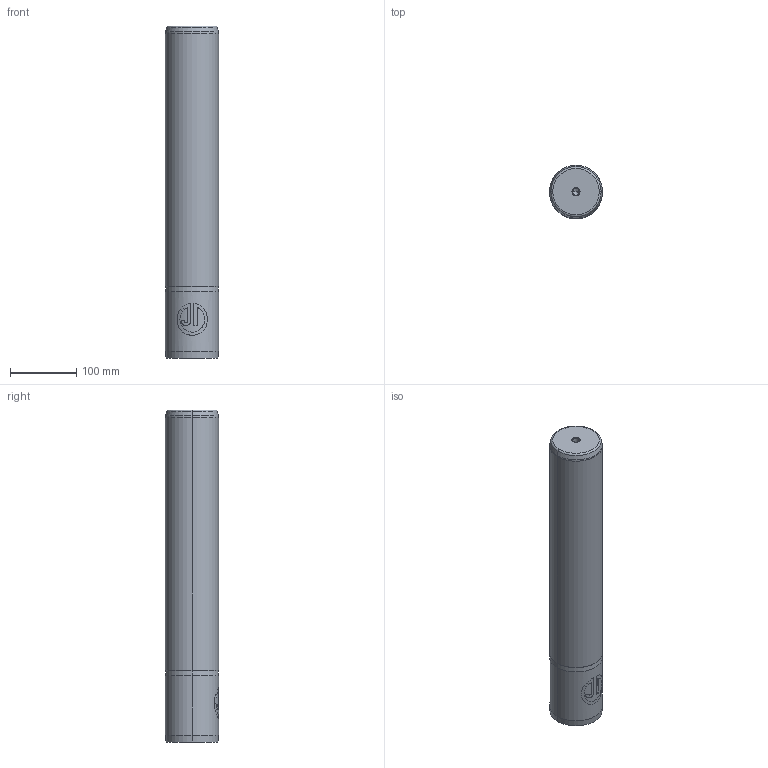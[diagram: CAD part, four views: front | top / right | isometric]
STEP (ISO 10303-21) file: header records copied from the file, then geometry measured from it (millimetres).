
FILE_DESCRIPTION (( 'STEP AP214' ), '1' );
FILE_NAME ('JGPMA-D80-L500.STEP', '2021-10-07T08:27:53', ( '' ), ( '' ), 'SwSTEP 2.0', 'SolidWorks 2016', '' );
FILE_SCHEMA (( 'AUTOMOTIVE_DESIGN' ));
Length unit declared in the file: millimetre
Products named in the file (2): JGPMA-D80-L500
Bounding box: 80 x 80 x 500 mm (x, y, z)
Volume: 2505228.9 mm3; surface area: 135832.1 mm2
Topology: 1 solids, 1 shells, 48 faces, 108 edges, 62 vertices
Faces by surface type: cone 14, cylinder 10, torus 8, plane 8, bspline 8
Entity records: 3553 total; most frequent: CARTESIAN_POINT 2482, ORIENTED_EDGE 208, DIRECTION 204, EDGE_CURVE 104, AXIS2_PLACEMENT_3D 86, VERTEX_POINT 62, EDGE_LOOP 52, ADVANCED_FACE 48
